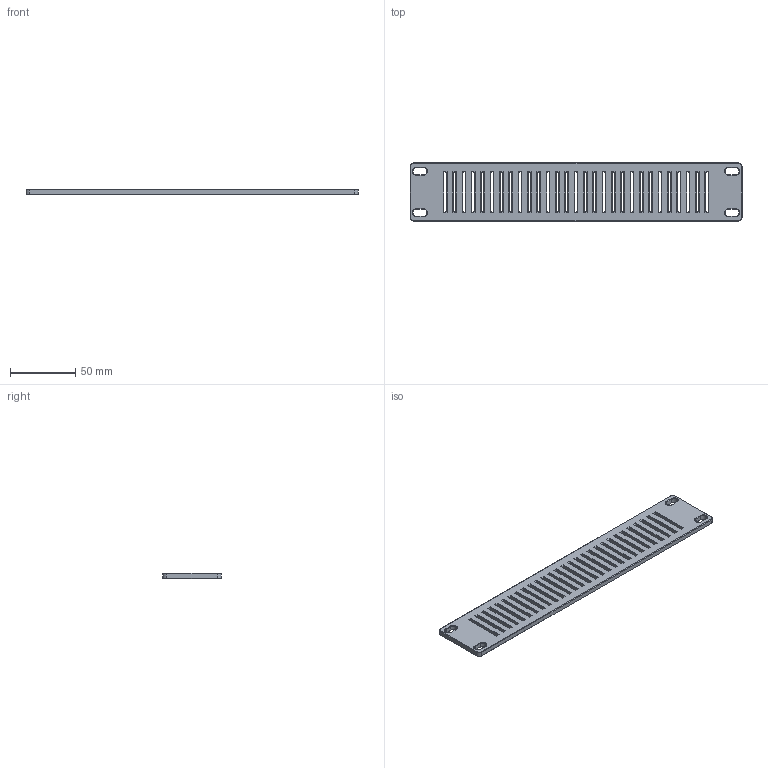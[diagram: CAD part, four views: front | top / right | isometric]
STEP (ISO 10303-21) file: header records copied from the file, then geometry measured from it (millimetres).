
FILE_DESCRIPTION(/* description */ ('STEP AP242','CAx-IF Rec.Pracs.---Representation and Presentation of Product Manufacturing Information (PMI)---4.0---2014-10-13'),/* implementation_level */ '2;1');
FILE_NAME(/* name */ '10 inch rack brackets - 1U vented blank 4mm.step',/* time_stamp */ '2025-01-30T21:34:07-05:00',/* author */ (''),/* organization */ (''),/* preprocessor_version */ 'ST-DEVELOPER v20',/* originating_system */ 'Autodesk Translation Framework v13.20.0.188',/* authorisation */ '');
FILE_SCHEMA (('AP242_MANAGED_MODEL_BASED_3D_ENGINEERING_MIM_LF { 1 0 10303 442 1 1 4 }'));
Length unit declared in the file: millimetre
Products named in the file (1): ienron hg0402xg
Bounding box: 254 x 44.45 x 4 mm (x, y, z)
Volume: 37073.2 mm3; surface area: 28145.8 mm2
Topology: 1 solids, 1 shells, 306 faces, 748 edges, 444 vertices
Faces by surface type: plane 270, cone 24, cylinder 12
Entity records: 8800 total; most frequent: CARTESIAN_POINT 1499, ORIENTED_EDGE 1496, DIRECTION 1410, EDGE_CURVE 748, LINE 700, VECTOR 700, VERTEX_POINT 444, EDGE_LOOP 372
